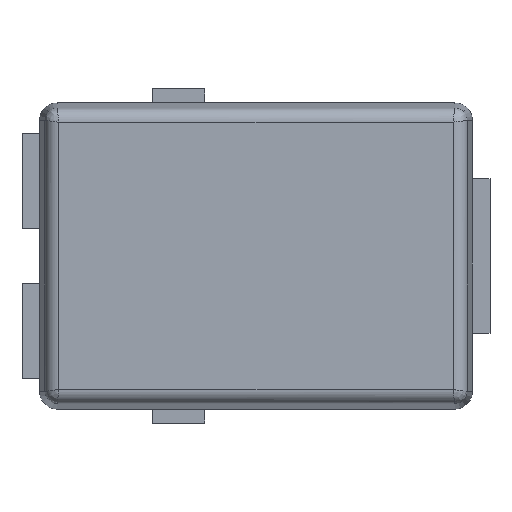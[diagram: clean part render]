
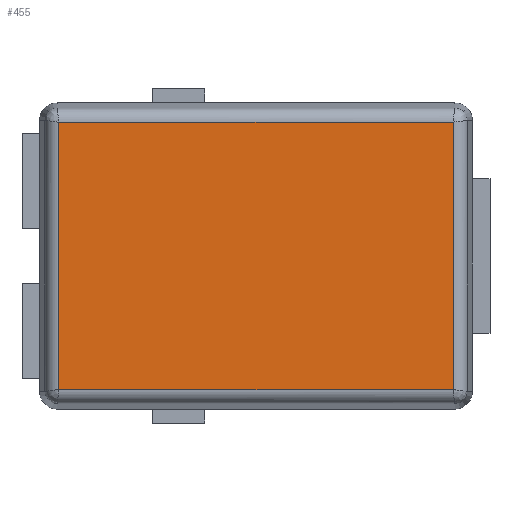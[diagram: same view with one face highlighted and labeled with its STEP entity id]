
A CAD part, top view. The second image highlights one B-rep face of the part: STEP entity #455.
In plain terms, the highlighted planar face has unit normal (0, 0, 1).
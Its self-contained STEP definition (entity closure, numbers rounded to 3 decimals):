
#416=CARTESIAN_POINT('',(-3.08,2.09,1.201));
#417=DIRECTION('',(0.0,0.0,1.0));
#418=DIRECTION('',(1.0,0.0,0.0));
#419=AXIS2_PLACEMENT_3D('',#416,#417,#418);
#420=PLANE('',#419);
#421=CARTESIAN_POINT('',(-2.8,-1.9,1.201));
#422=VERTEX_POINT('',#421);
#423=CARTESIAN_POINT('',(2.8,-1.9,1.201));
#424=VERTEX_POINT('',#423);
#425=CARTESIAN_POINT('',(-2.8,-1.9,1.201));
#426=DIRECTION('',(1.0,0.0,0.0));
#427=VECTOR('',#426,5.6);
#428=LINE('',#425,#427);
#429=EDGE_CURVE('',#422,#424,#428,.T.);
#430=ORIENTED_EDGE('',*,*,#429,.T.);
#431=CARTESIAN_POINT('',(2.8,1.9,1.201));
#432=VERTEX_POINT('',#431);
#433=CARTESIAN_POINT('',(2.8,-1.9,1.201));
#434=DIRECTION('',(0.0,1.0,0.0));
#435=VECTOR('',#434,3.8);
#436=LINE('',#433,#435);
#437=EDGE_CURVE('',#424,#432,#436,.T.);
#438=ORIENTED_EDGE('',*,*,#437,.T.);
#439=CARTESIAN_POINT('',(-2.8,1.9,1.201));
#440=VERTEX_POINT('',#439);
#441=CARTESIAN_POINT('',(2.8,1.9,1.201));
#442=DIRECTION('',(-1.0,0.0,0.0));
#443=VECTOR('',#442,5.6);
#444=LINE('',#441,#443);
#445=EDGE_CURVE('',#432,#440,#444,.T.);
#446=ORIENTED_EDGE('',*,*,#445,.T.);
#447=CARTESIAN_POINT('',(-2.8,1.9,1.201));
#448=DIRECTION('',(0.0,-1.0,0.0));
#449=VECTOR('',#448,3.8);
#450=LINE('',#447,#449);
#451=EDGE_CURVE('',#440,#422,#450,.T.);
#452=ORIENTED_EDGE('',*,*,#451,.T.);
#453=EDGE_LOOP('',(#430,#438,#446,#452));
#454=FACE_OUTER_BOUND('',#453,.T.);
#455=ADVANCED_FACE('',(#454),#420,.T.);
